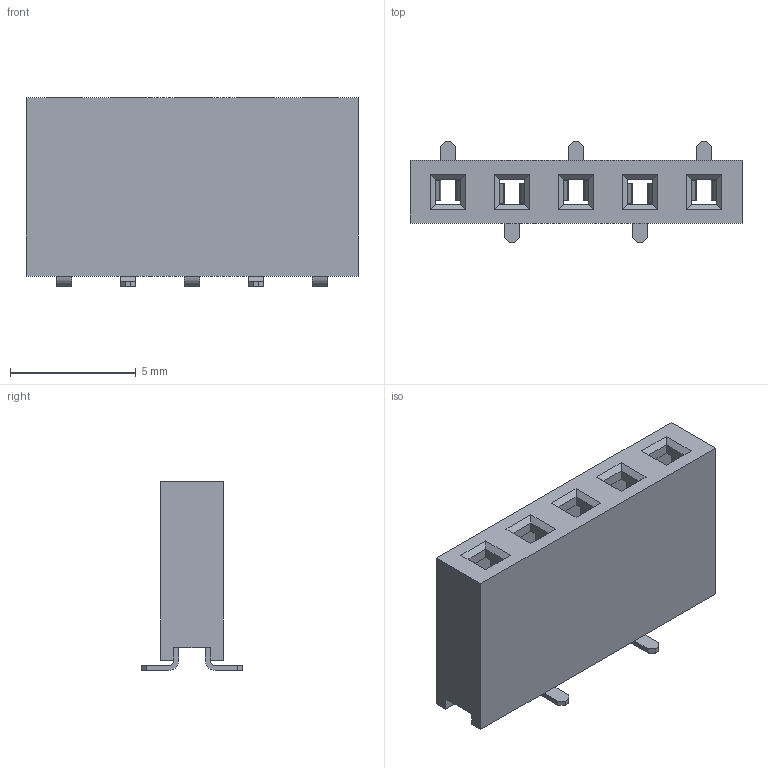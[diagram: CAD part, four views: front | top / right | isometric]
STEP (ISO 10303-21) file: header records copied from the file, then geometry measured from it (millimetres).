
FILE_DESCRIPTION(/* description */ ('Unknown'),/* implementation_level */ '2;1');
FILE_NAME(/* name */ '61000511921',/* time_stamp */ '2015-12-18T09:36:03+01:00',/* author */ ('Unknown'),/* organization */ ('Unknown'),/* preprocessor_version */ 'ST-DEVELOPER v16',/* originating_system */ 'DEX',/* authorisation */ $);
FILE_SCHEMA (('AUTOMOTIVE_DESIGN {1 0 10303 214 3 1 1}'));
Length unit declared in the file: millimetre
Products named in the file (3): 6100xx11921; 6100051xx21; 6100xx1xx21_PIN
Assembly tree (6 placements, depth 2):
  6100xx11921
    6100051xx21
    6100xx1xx21_PIN  x5
Bounding box: 13.2 x 4.05 x 7.51 mm (x, y, z)
Volume: 153 mm3; surface area: 729.1 mm2
Topology: 6 solids, 6 shells, 410 faces, 1114 edges, 716 vertices
Faces by surface type: plane 270, cylinder 120, bspline 20
Entity records: 4378 total; most frequent: CARTESIAN_POINT 803, ORIENTED_EDGE 740, DIRECTION 692, EDGE_CURVE 370, LINE 314, VECTOR 314, VERTEX_POINT 236, AXIS2_PLACEMENT_3D 189
